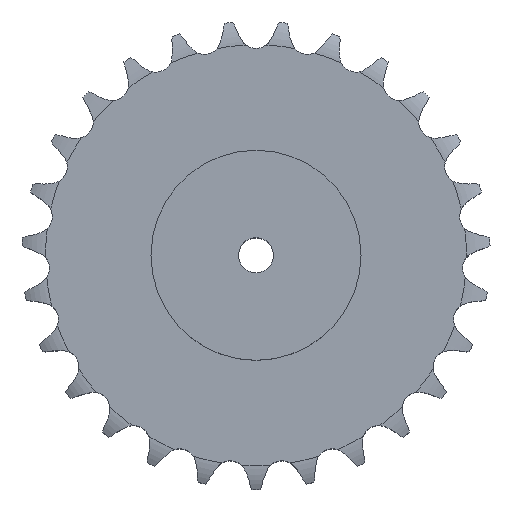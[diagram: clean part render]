
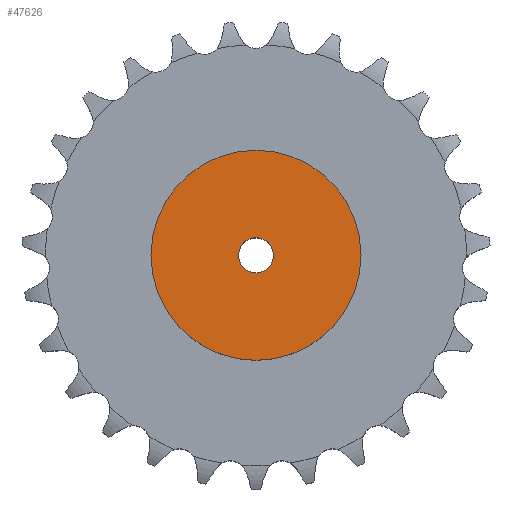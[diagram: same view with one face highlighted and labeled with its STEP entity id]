
A CAD part, top view. The second image highlights one B-rep face of the part: STEP entity #47626.
In plain terms, the highlighted planar face has unit normal (0, 0, 1).
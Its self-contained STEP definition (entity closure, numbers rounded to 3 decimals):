
#25440 = CYLINDRICAL_SURFACE('',#25441,15.);
#25441 = AXIS2_PLACEMENT_3D('',#25442,#25443,#25444);
#25442 = CARTESIAN_POINT('',(0.,0.,617.652));
#25443 = DIRECTION('',(0.,0.,1.));
#25444 = DIRECTION('',(1.,0.,0.));
#32449 = EDGE_CURVE('',#32450,#32450,#32452,.T.);
#32450 = VERTEX_POINT('',#32451);
#32451 = CARTESIAN_POINT('',(15.,0.,120.));
#32452 = SURFACE_CURVE('',#32453,(#32458,#32465),.PCURVE_S1.);
#32453 = CIRCLE('',#32454,15.);
#32454 = AXIS2_PLACEMENT_3D('',#32455,#32456,#32457);
#32455 = CARTESIAN_POINT('',(0.,0.,120.));
#32456 = DIRECTION('',(0.,0.,1.));
#32457 = DIRECTION('',(1.,0.,0.));
#32458 = PCURVE('',#25440,#32459);
#32459 = DEFINITIONAL_REPRESENTATION('',(#32460),#32464);
#32460 = LINE('',#32461,#32462);
#32461 = CARTESIAN_POINT('',(0.,-497.652));
#32462 = VECTOR('',#32463,1.);
#32463 = DIRECTION('',(1.,0.));
#32464 = ( GEOMETRIC_REPRESENTATION_CONTEXT(2) 
PARAMETRIC_REPRESENTATION_CONTEXT() REPRESENTATION_CONTEXT('2D SPACE',''
  ) );
#32465 = PCURVE('',#32466,#32471);
#32466 = PLANE('',#32467);
#32467 = AXIS2_PLACEMENT_3D('',#32468,#32469,#32470);
#32468 = CARTESIAN_POINT('',(0.,0.,120.
    ));
#32469 = DIRECTION('',(0.,0.,1.));
#32470 = DIRECTION('',(1.,0.,0.));
#32471 = DEFINITIONAL_REPRESENTATION('',(#32472),#32476);
#32472 = CIRCLE('',#32473,15.);
#32473 = AXIS2_PLACEMENT_2D('',#32474,#32475);
#32474 = CARTESIAN_POINT('',(0.,0.));
#32475 = DIRECTION('',(1.,0.));
#32476 = ( GEOMETRIC_REPRESENTATION_CONTEXT(2) 
PARAMETRIC_REPRESENTATION_CONTEXT() REPRESENTATION_CONTEXT('2D SPACE',''
  ) );
#47626 = ADVANCED_FACE('',(#47627,#47658),#32466,.T.);
#47627 = FACE_BOUND('',#47628,.T.);
#47628 = EDGE_LOOP('',(#47629));
#47629 = ORIENTED_EDGE('',*,*,#47630,.T.);
#47630 = EDGE_CURVE('',#47631,#47631,#47633,.T.);
#47631 = VERTEX_POINT('',#47632);
#47632 = CARTESIAN_POINT('',(90.,0.,120.));
#47633 = SURFACE_CURVE('',#47634,(#47639,#47646),.PCURVE_S1.);
#47634 = CIRCLE('',#47635,90.);
#47635 = AXIS2_PLACEMENT_3D('',#47636,#47637,#47638);
#47636 = CARTESIAN_POINT('',(0.,0.,120.));
#47637 = DIRECTION('',(0.,0.,1.));
#47638 = DIRECTION('',(1.,0.,0.));
#47639 = PCURVE('',#32466,#47640);
#47640 = DEFINITIONAL_REPRESENTATION('',(#47641),#47645);
#47641 = CIRCLE('',#47642,90.);
#47642 = AXIS2_PLACEMENT_2D('',#47643,#47644);
#47643 = CARTESIAN_POINT('',(0.,0.));
#47644 = DIRECTION('',(1.,0.));
#47645 = ( GEOMETRIC_REPRESENTATION_CONTEXT(2) 
PARAMETRIC_REPRESENTATION_CONTEXT() REPRESENTATION_CONTEXT('2D SPACE',''
  ) );
#47646 = PCURVE('',#47647,#47652);
#47647 = CYLINDRICAL_SURFACE('',#47648,90.);
#47648 = AXIS2_PLACEMENT_3D('',#47649,#47650,#47651);
#47649 = CARTESIAN_POINT('',(0.,0.,0.));
#47650 = DIRECTION('',(-0.,-0.,-1.));
#47651 = DIRECTION('',(1.,0.,0.));
#47652 = DEFINITIONAL_REPRESENTATION('',(#47653),#47657);
#47653 = LINE('',#47654,#47655);
#47654 = CARTESIAN_POINT('',(-0.,-120.));
#47655 = VECTOR('',#47656,1.);
#47656 = DIRECTION('',(-1.,0.));
#47657 = ( GEOMETRIC_REPRESENTATION_CONTEXT(2) 
PARAMETRIC_REPRESENTATION_CONTEXT() REPRESENTATION_CONTEXT('2D SPACE',''
  ) );
#47658 = FACE_BOUND('',#47659,.T.);
#47659 = EDGE_LOOP('',(#47660));
#47660 = ORIENTED_EDGE('',*,*,#32449,.F.);
